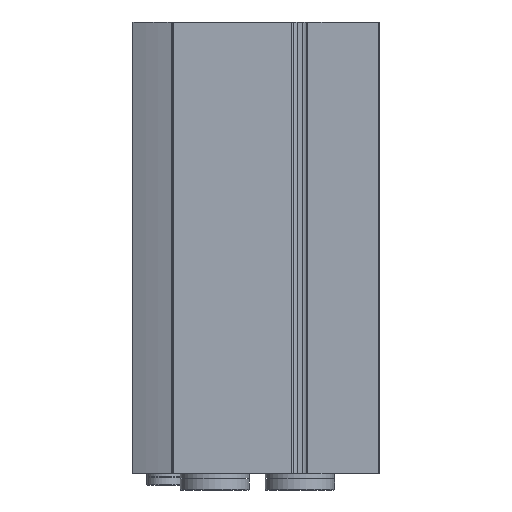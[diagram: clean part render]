
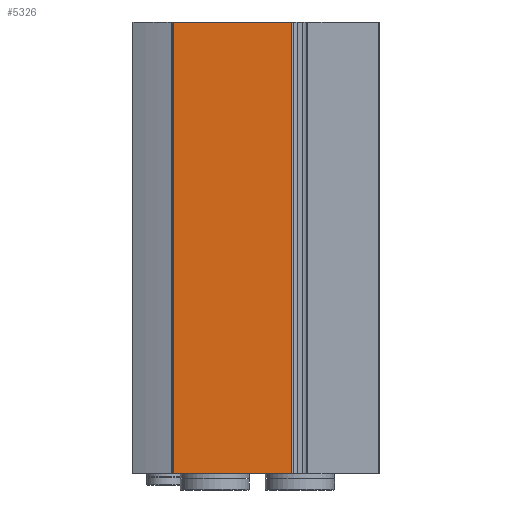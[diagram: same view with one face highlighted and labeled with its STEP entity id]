
A CAD part, front view. The second image highlights one B-rep face of the part: STEP entity #5326.
In plain terms, the highlighted planar face has unit normal (0, -1, 0).
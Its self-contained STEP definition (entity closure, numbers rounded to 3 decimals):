
#213=PLANE('',#5772);
#777=ORIENTED_EDGE('',*,*,#2159,.F.);
#778=ORIENTED_EDGE('',*,*,#2158,.F.);
#779=ORIENTED_EDGE('',*,*,#2160,.T.);
#780=ORIENTED_EDGE('',*,*,#2161,.T.);
#2158=EDGE_CURVE('',#2846,#2845,#3354,.T.);
#2159=EDGE_CURVE('',#2845,#2847,#3355,.T.);
#2160=EDGE_CURVE('',#2846,#2848,#3356,.T.);
#2161=EDGE_CURVE('',#2848,#2847,#3357,.T.);
#2845=VERTEX_POINT('',#8475);
#2846=VERTEX_POINT('',#8477);
#2847=VERTEX_POINT('',#8481);
#2848=VERTEX_POINT('',#8483);
#3354=LINE('',#8478,#3712);
#3355=LINE('',#8480,#3713);
#3356=LINE('',#8482,#3714);
#3357=LINE('',#8484,#3715);
#3712=VECTOR('',#6505,1000.);
#3713=VECTOR('',#6508,1000.);
#3714=VECTOR('',#6509,1000.);
#3715=VECTOR('',#6510,1000.);
#4077=EDGE_LOOP('',(#777,#778,#779,#780));
#4645=FACE_BOUND('',#4077,.T.);
#5326=ADVANCED_FACE('',(#4645),#213,.T.);
#5772=AXIS2_PLACEMENT_3D('',#8479,#6506,#6507);
#6505=DIRECTION('',(0.,0.,1.));
#6506=DIRECTION('',(0.,-1.,0.));
#6507=DIRECTION('',(0.,0.,-1.));
#6508=DIRECTION('',(1.,0.,0.));
#6509=DIRECTION('',(1.,0.,0.));
#6510=DIRECTION('',(0.,0.,1.));
#8475=CARTESIAN_POINT('',(-47.42,0.,0.));
#8477=CARTESIAN_POINT('',(-47.42,0.,-169.5));
#8478=CARTESIAN_POINT('',(-47.42,0.,-169.5));
#8479=CARTESIAN_POINT('',(-47.42,0.,-169.5));
#8480=CARTESIAN_POINT('',(-47.42,0.,0.));
#8481=CARTESIAN_POINT('',(-3.,0.,0.));
#8482=CARTESIAN_POINT('',(-47.42,0.,-169.5));
#8483=CARTESIAN_POINT('',(-3.,0.,-169.5));
#8484=CARTESIAN_POINT('',(-3.,0.,-169.5));
